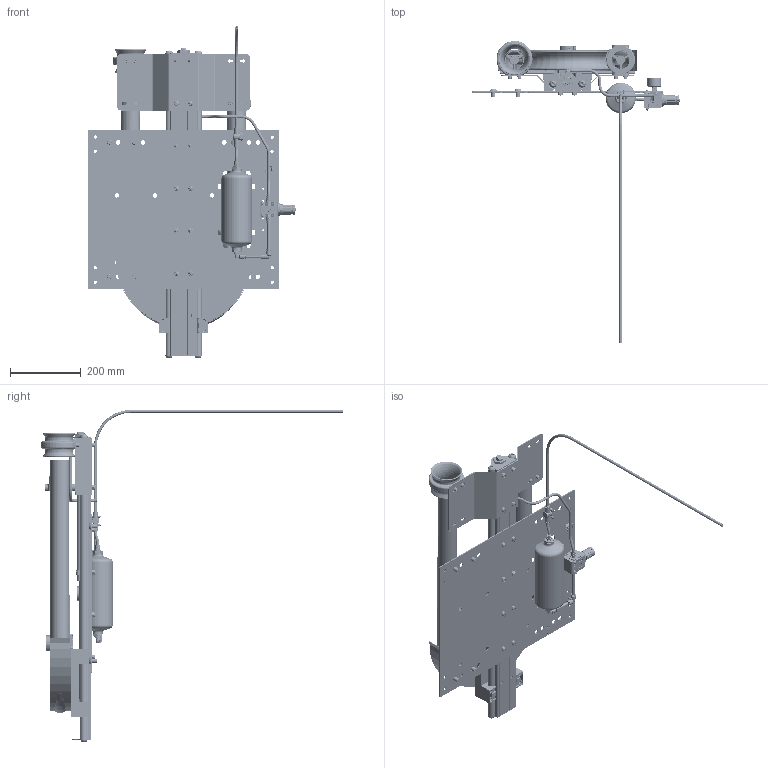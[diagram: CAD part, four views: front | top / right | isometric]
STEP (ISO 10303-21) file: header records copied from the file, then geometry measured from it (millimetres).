
FILE_DESCRIPTION (( 'STEP AP214' ), '1' );
FILE_NAME ('5865-1 DamenCNC 50mm Pneumatic Retraction System STEP214.STEP', '2022-06-28T09:40:18', ( '' ), ( '' ), 'SwSTEP 2.0', 'SolidWorks 2022', '' );
FILE_SCHEMA (( 'AUTOMOTIVE_DESIGN' ));
Length unit declared in the file: millimetre
Products named in the file (78): _SC_PLUGSize 111.6^X2845 5612R162 Syntesi-SY1 Pressure Regulator; 2368 PU-Polyeth. AirHose Blue Ø8x5,5 (price_m)_106mm; 807 M8 Locking nut DIN985; 2368 PU-Polyeth. AirHose Blue Ø8x5,5 (price_m)_75mm; _SC_FLANGE_1^X2845 5612R162 Syntesi-SY1 Pressure Regulator; X2843 DCNC Retraction System 50mm Wheel cover_50; 868 M6 Washer DIN-125A; X2822 TR.50.05.M6; 2390 DIN 912 metric bolts M6x16; 2368 PU-Polyeth. AirHose Blue Ø8x5,5 (price_m)_1000; 802 M8x16 Bolt ISO-7380-1 - 10.9; 866 M4 Washer DIN-125A; X2817 TR.50.01.M6; 4883 2L31010 RL31 Push in Fitting Ø8 x 1-8 inch rotatable; _LINE-ON-LINE D8 VSR-L body^5625 9064024 Inline Oneway Check Valve 8Ø-8Ømm; HI_Hexagon nut DIN 934 M2.5 01100.025.001(High)^5706 W0950000620 DSW 20mm cylinder switch mounting; 869 M8 Washer DIN-125A; X2845 5612R162 Syntesi-SY1 Pressure Regulator; _SC_BODY_210^X2845 5612R162 Syntesi-SY1 Pressure Regulator; _5610R100_CODE_PLATE^X2845 5612R162 Syntesi-SY1 Pressure Regulator; 4310 Universal Cable Binding Block; X2843.1 Retraction System 50mm Bottom cover_50; 4988 2L21004 RL21 Ø 8 mm Elbow Intermediate Connector Plastic (RL21); 2427 Clamping Rings Bore 25mm; X2835 DCNC Retraction System Mountingplate_V4; _0950200010-20^XXXX 113 020 0320CP 20mmØ 320mm stroke ISO6432 STD Pneumatic Cilinder; X2836 DCNC Triflex Mountingplate for Retraction System_V2; X2850 DCNC Retraction System Sideplate_V4; 3874 2151004 1-2 to 1-4 Thread Adapter, straight thread (A4-Z); 4552 DIN 912 metric bolts M4x55; _LINE-ON-LINE D8 VNR-L bushing(2)^5625 9064024 Inline Oneway Check Valve 8Ø-8Ømm; 2348 2L01010 Push in coupler Ø8mm x 1_4inch; X2853 M12x16 Bolt ISO-7380-1 - 10.9; _ISO_6432_DI20-113-320-HL-0--15^XXXX 113 020 0320CP 20mmØ 320mm stroke ISO6432 STD Pneumatic Cilinder; 1553 25mm Linear Motion Shaft Precision_50; _W0950000620-20^5706 W0950000620 DSW 20mm cylinder switch mounting; 3228 M5x12 Bolt ISO-7380-1 - 10.9; 136 IGUS DryLin WS-20-80 Double Rails; XXX1 M8x35 Bolt DIN-912; 804 M4 Locking nut DIN985 ...
Assembly tree (141 placements, depth 4):
  5865-1 DamenCNC 50mm Pneumatic Retraction System STEP214
    136 IGUS DryLin WS-20-80 Double Rails
    129 DryLin W Pillow Blocks WJUM200UM-01-20 for WS20 & WS20-80 profile  x4
    X2851 DCNC Retraction System 25mm cilinder mount_25mm
    4883 2L31010 RL31 Push in Fitting Ø8 x 1-8 inch rotatable
    X2850 DCNC Retraction System Sideplate_V4
    X2835 DCNC Retraction System Mountingplate_V4
    X2853 M12x16 Bolt ISO-7380-1 - 10.9  x8
    XXXX kabelbuis_50
    1553 25mm Linear Motion Shaft Precision_50
    2427 Clamping Rings Bore 25mm
    X2847 DCNC Retraction System Wheel 50mm_V2 50-40
    X2817 TR.50.01.M6
    X2822 TR.50.05.M6
    X2836 DCNC Triflex Mountingplate for Retraction System_V2
    807 M8 Locking nut DIN985  x13
    802 M8x16 Bolt ISO-7380-1 - 10.9  x12
    X2840 Z407000045 SP Sound damper 1_8''''
    X2842 Z405900001 Air Resevoir 1 liter 2x 1_2'''' 
    3874 2151004 1-2 to 1-4 Thread Adapter, straight thread (A4-Z)  x2
    2745 2L31011 RL31 Push in Fitting Ø8mm x 1-4 inch rotatable
    5625 9064024 Inline Oneway Check Valve 8Ø-8Ømm
      _LINE-ON-LINE D8 VSR-L body^5625 9064024 Inline Oneway Check Valve 8Ø-8Ømm
      _LINE-ON-LINE D8 VNR-L bushing(2)^5625 9064024 Inline Oneway Check Valve 8Ø-8Ømm  x2
      _LINE ON LINE D8 VNR-L plate^5625 9064024 Inline Oneway Check Valve 8Ø-8Ømm
    X2843 DCNC Retraction System 50mm Wheel cover_50
      X2843.1 Retraction System 50mm Bottom cover_50
      X2843.2 Retraction System 50mm Back cover_50
    X2845 5612R162 Syntesi-SY1 Pressure Regulator
      _SC_BODY_210^X2845 5612R162 Syntesi-SY1 Pressure Regulator
      _SC_REGULATOR_1^X2845 5612R162 Syntesi-SY1 Pressure Regulator
      _SC_RING_NUT_M30x1.5^X2845 5612R162 Syntesi-SY1 Pressure Regulator
      _SC_FLANGE_1^X2845 5612R162 Syntesi-SY1 Pressure Regulator
      _SC_PLUGSize 111.6^X2845 5612R162 Syntesi-SY1 Pressure Regulator
      _5610R100_CODE_PLATE^X2845 5612R162 Syntesi-SY1 Pressure Regulator  x2
      9210002 metal work  x2
        _SC_1_4_THREADED_PORTSize 11_4^9210002 metal work
        _SC_THREADED_PORT_SCREWSize 1^9210002 metal work
    2353 Manometer Ø40 0-16Bar 1-8“ A.A.
    2348 2L01010 Push in coupler Ø8mm x 1_4inch  x3
    4988 2L21004 RL21 Ø 8 mm Elbow Intermediate Connector Plastic (RL21)
    X2846 M3x30 DIN 912 metric bolts  x2
    1365 M3 Locking nut DIN985  x2
    4552 DIN 912 metric bolts M4x55  x2
    804 M4 Locking nut DIN985  x2
    5764 M6x10 Bolt ISO 7380-2 with Flange  x4
    5707 W095414 Reed T7 Magnetic cylinder sensor
    865 M3 Washer DIN-125A  x2
    866 M4 Washer DIN-125A  x2
    2390 DIN 912 metric bolts M6x16  x4
    868 M6 Washer DIN-125A  x4
    4981 MW2150003 Thread Extension (A25) 1_8“ Lext=16mm TL=22mm
    502 M8x20 Bolt DIN-912  x8
    2368 PU-Polyeth. AirHose Blue Ø8x5,5 (price_m)_106mm
    2368 PU-Polyeth. AirHose Blue Ø8x5,5 (price_m)_75mm
    2368 PU-Polyeth. AirHose Blue Ø8x5,5 (price_m)_71mm
    2368 PU-Polyeth. AirHose Blue Ø8x5,5 (price_m)_1000
    2368 PU-Polyeth. AirHose Blue Ø8x5,5 (price_m)_cilinder 2
    X2838 Iglider JFM-2532-20 Sliding Bearing  x2
    496 DIN 912 metric bolts M5x30
Bounding box: 587.4 x 853.85 x 938.5 mm (x, y, z)
Volume: 6465161.9 mm3; surface area: 2589129.7 mm2
Topology: 138 solids, 138 shells, 7967 faces, 19825 edges, 12444 vertices
Faces by surface type: plane 3761, cylinder 2527, cone 1181, torus 440, sphere 40, bspline 18
Entity records: 178307 total; most frequent: CARTESIAN_POINT 39267, DIRECTION 27334, ORIENTED_EDGE 26286, EDGE_CURVE 13143, AXIS2_PLACEMENT_3D 9875, VERTEX_POINT 8327, LINE 7584, VECTOR 7584
